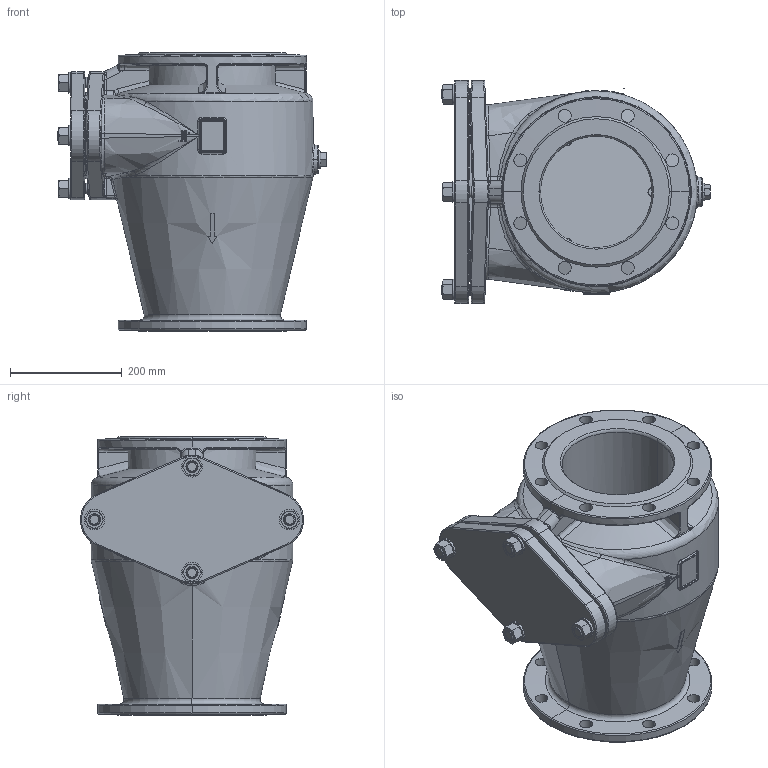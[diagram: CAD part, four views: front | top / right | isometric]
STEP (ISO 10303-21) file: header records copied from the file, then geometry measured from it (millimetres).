
FILE_DESCRIPTION((''),'2;1');
FILE_NAME('DN200_PN10_CEP_ART435_ASM','2011-03-03T',('JMarkelj'),('Audax d.o.o.'),'PRO/ENGINEER BY PARAMETRIC TECHNOLOGY CORPORATION, 2010180','PRO/ENGINEER BY PARAMETRIC TECHNOLOGY CORPORATION, 2010180','');
FILE_SCHEMA(('CONFIG_CONTROL_DESIGN'));
Length unit declared in the file: millimetre
Products named in the file (20): OHISJE_DN200_AF1; OHISJE_DN200_OBDELAN_PN10_AF0_ASM; ZAPORA_DN150_AF1; ZAPORA_DN150_AF2; ZAPORA_AF0; AKSA_ZAPORE_AF0; ZAPORA_DN150_AF0_ASM; STOJNI_VIJAK_M20X50; STOJNI_VIJAK_M20X50_AF0; STOJNI_VIJAK_M20X55_AF0; STOJNI_VIJAK_M20X55_AF1; POKROV_DN200_AF0; O_TESNILO_POKROVA_AF0; PODLOSKA_A20; MATICA_M20; CEP_34_DIN910; CEP; PODLOSKA_CU; CEP_34_DIN910_ASM; DN200_PN10_CEP_ART435_ASM
Assembly tree (25 placements, depth 3):
  DN200_PN10_CEP_ART435_ASM
    OHISJE_DN200_OBDELAN_PN10_AF0_ASM
      OHISJE_DN200_AF1
    ZAPORA_DN150_AF0_ASM
      ZAPORA_DN150_AF1
      ZAPORA_DN150_AF2
      ZAPORA_AF0
      AKSA_ZAPORE_AF0
    STOJNI_VIJAK_M20X50
    STOJNI_VIJAK_M20X50_AF0
    STOJNI_VIJAK_M20X55_AF0
    STOJNI_VIJAK_M20X55_AF1
    POKROV_DN200_AF0
    O_TESNILO_POKROVA_AF0
    PODLOSKA_A20  x4
    MATICA_M20  x4
    CEP_34_DIN910_ASM
      CEP_34_DIN910
      CEP
      PODLOSKA_CU
Bounding box: 481.3 x 400 x 500 mm (x, y, z)
Volume: 15583824.8 mm3; surface area: 2107226.2 mm2
Topology: 35 solids, 41 shells, 2276 faces, 5739 edges, 3588 vertices
Faces by surface type: plane 1160, cylinder 397, bspline 359, cone 202, torus 128, sphere 30
Entity records: 83845 total; most frequent: CARTESIAN_POINT 35265, ORIENTED_EDGE 11026, DIRECTION 8654, EDGE_CURVE 5527, VERTEX_POINT 3468, AXIS2_PLACEMENT_3D 3327, EDGE_LOOP 2303, FACE_OUTER_BOUND 2180
